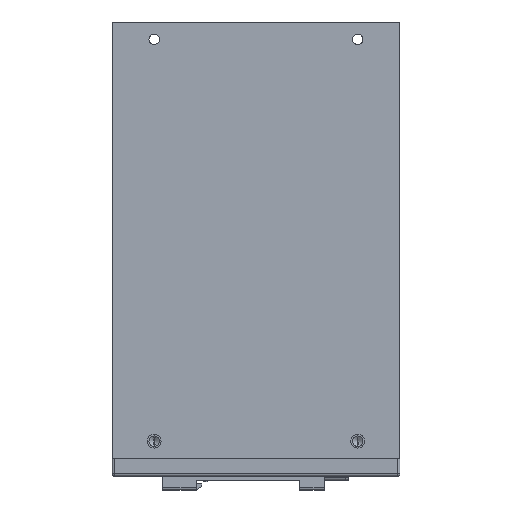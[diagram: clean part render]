
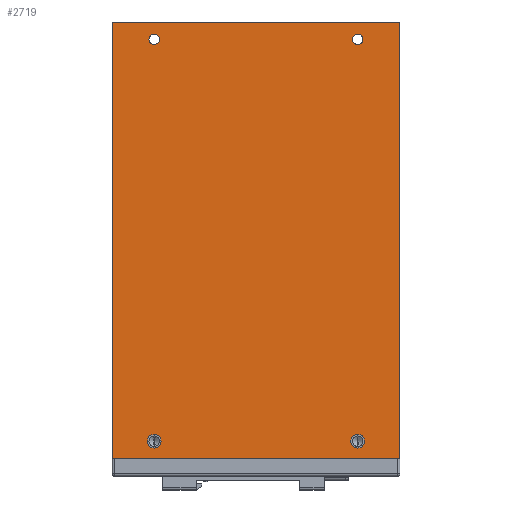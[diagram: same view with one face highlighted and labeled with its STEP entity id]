
A CAD part, left-side view. The second image highlights one B-rep face of the part: STEP entity #2719.
In plain terms, the highlighted planar face has unit normal (-1, 0, 0).
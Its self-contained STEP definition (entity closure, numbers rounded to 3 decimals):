
#13=DIRECTION('',(0.,1.,0.));
#14=VECTOR('',#13,104.648);
#15=CARTESIAN_POINT('',(-6.35,0.,-12.7));
#16=LINE('',#15,#14);
#31=DIRECTION('',(0.,0.,1.));
#32=VECTOR('',#31,158.75);
#33=CARTESIAN_POINT('',(-6.35,104.648,-12.7));
#34=LINE('',#33,#32);
#35=DIRECTION('',(0.,-1.,0.));
#36=VECTOR('',#35,104.648);
#37=CARTESIAN_POINT('',(-6.35,104.648,146.05));
#38=LINE('',#37,#36);
#39=DIRECTION('',(0.,0.,-1.));
#40=VECTOR('',#39,158.75);
#41=CARTESIAN_POINT('',(-6.35,0.,146.05));
#42=LINE('',#41,#40);
#43=CARTESIAN_POINT('',(-6.35,89.332,139.7));
#44=DIRECTION('',(-1.,0.,0.));
#45=DIRECTION('',(0.,0.,-1.));
#46=AXIS2_PLACEMENT_3D('',#43,#44,#45);
#48=CARTESIAN_POINT('',(-6.35,89.332,139.7));
#49=DIRECTION('',(-1.,0.,0.));
#50=DIRECTION('',(0.,0.,1.));
#51=AXIS2_PLACEMENT_3D('',#48,#49,#50);
#53=CARTESIAN_POINT('',(-6.35,15.342,139.7));
#54=DIRECTION('',(-1.,0.,0.));
#55=DIRECTION('',(0.,0.,-1.));
#56=AXIS2_PLACEMENT_3D('',#53,#54,#55);
#58=CARTESIAN_POINT('',(-6.35,15.342,139.7));
#59=DIRECTION('',(-1.,0.,0.));
#60=DIRECTION('',(0.,0.,1.));
#61=AXIS2_PLACEMENT_3D('',#58,#59,#60);
#63=CARTESIAN_POINT('',(-6.35,15.342,-6.35));
#64=DIRECTION('',(-1.,0.,0.));
#65=DIRECTION('',(0.,0.,-1.));
#66=AXIS2_PLACEMENT_3D('',#63,#64,#65);
#68=CARTESIAN_POINT('',(-6.35,15.342,-6.35));
#69=DIRECTION('',(-1.,0.,0.));
#70=DIRECTION('',(0.,0.,1.));
#71=AXIS2_PLACEMENT_3D('',#68,#69,#70);
#73=CARTESIAN_POINT('',(-6.35,89.332,-6.35));
#74=DIRECTION('',(-1.,0.,0.));
#75=DIRECTION('',(0.,0.,-1.));
#76=AXIS2_PLACEMENT_3D('',#73,#74,#75);
#78=CARTESIAN_POINT('',(-6.35,89.332,-6.35));
#79=DIRECTION('',(-1.,0.,0.));
#80=DIRECTION('',(0.,0.,1.));
#81=AXIS2_PLACEMENT_3D('',#78,#79,#80);
#2561=CARTESIAN_POINT('',(-6.35,104.648,146.05));
#2562=CARTESIAN_POINT('',(-6.35,0.,146.05));
#2563=VERTEX_POINT('',#2561);
#2564=VERTEX_POINT('',#2562);
#2569=CARTESIAN_POINT('',(-6.35,89.332,137.801));
#2570=CARTESIAN_POINT('',(-6.35,89.332,141.599));
#2571=VERTEX_POINT('',#2569);
#2572=VERTEX_POINT('',#2570);
#2577=CARTESIAN_POINT('',(-6.35,15.342,137.801));
#2578=CARTESIAN_POINT('',(-6.35,15.342,141.599));
#2579=VERTEX_POINT('',#2577);
#2580=VERTEX_POINT('',#2578);
#2585=CARTESIAN_POINT('',(-6.35,15.342,-8.839));
#2586=CARTESIAN_POINT('',(-6.35,15.342,-3.861));
#2587=VERTEX_POINT('',#2585);
#2588=VERTEX_POINT('',#2586);
#2589=CARTESIAN_POINT('',(-6.35,89.332,-8.839));
#2590=CARTESIAN_POINT('',(-6.35,89.332,-3.861));
#2591=VERTEX_POINT('',#2589);
#2592=VERTEX_POINT('',#2590);
#2593=CARTESIAN_POINT('',(-6.35,0.,-12.7));
#2594=CARTESIAN_POINT('',(-6.35,104.648,-12.7));
#2595=VERTEX_POINT('',#2593);
#2596=VERTEX_POINT('',#2594);
#2682=CARTESIAN_POINT('',(-6.35,52.324,66.675));
#2683=DIRECTION('',(1.,0.,0.));
#2684=DIRECTION('',(0.,0.,-1.));
#2685=AXIS2_PLACEMENT_3D('',#2682,#2683,#2684);
#2686=PLANE('',#2685);
#2688=ORIENTED_EDGE('',*,*,#2687,.T.);
#2690=ORIENTED_EDGE('',*,*,#2689,.T.);
#2691=ORIENTED_EDGE('',*,*,#2640,.T.);
#2692=ORIENTED_EDGE('',*,*,#2662,.T.);
#2693=EDGE_LOOP('',(#2688,#2690,#2691,#2692));
#2694=FACE_OUTER_BOUND('',#2693,.F.);
#2696=ORIENTED_EDGE('',*,*,#2695,.T.);
#2698=ORIENTED_EDGE('',*,*,#2697,.T.);
#2699=EDGE_LOOP('',(#2696,#2698));
#2700=FACE_BOUND('',#2699,.F.);
#2702=ORIENTED_EDGE('',*,*,#2701,.T.);
#2704=ORIENTED_EDGE('',*,*,#2703,.T.);
#2705=EDGE_LOOP('',(#2702,#2704));
#2706=FACE_BOUND('',#2705,.F.);
#2708=ORIENTED_EDGE('',*,*,#2707,.T.);
#2710=ORIENTED_EDGE('',*,*,#2709,.T.);
#2711=EDGE_LOOP('',(#2708,#2710));
#2712=FACE_BOUND('',#2711,.F.);
#2714=ORIENTED_EDGE('',*,*,#2713,.T.);
#2716=ORIENTED_EDGE('',*,*,#2715,.T.);
#2717=EDGE_LOOP('',(#2714,#2716));
#2718=FACE_BOUND('',#2717,.F.);
#2719=ADVANCED_FACE('',(#2694,#2700,#2706,#2712,#2718),#2686,.F.);
#47=CIRCLE('',#46,1.899);
#52=CIRCLE('',#51,1.899);
#57=CIRCLE('',#56,1.899);
#62=CIRCLE('',#61,1.899);
#67=CIRCLE('',#66,2.489);
#72=CIRCLE('',#71,2.489);
#77=CIRCLE('',#76,2.489);
#82=CIRCLE('',#81,2.489);
#2640=EDGE_CURVE('',#2564,#2595,#42,.T.);
#2662=EDGE_CURVE('',#2595,#2596,#16,.T.);
#2687=EDGE_CURVE('',#2596,#2563,#34,.T.);
#2689=EDGE_CURVE('',#2563,#2564,#38,.T.);
#2695=EDGE_CURVE('',#2571,#2572,#47,.T.);
#2697=EDGE_CURVE('',#2572,#2571,#52,.T.);
#2701=EDGE_CURVE('',#2579,#2580,#57,.T.);
#2703=EDGE_CURVE('',#2580,#2579,#62,.T.);
#2707=EDGE_CURVE('',#2587,#2588,#67,.T.);
#2709=EDGE_CURVE('',#2588,#2587,#72,.T.);
#2713=EDGE_CURVE('',#2591,#2592,#77,.T.);
#2715=EDGE_CURVE('',#2592,#2591,#82,.T.);
